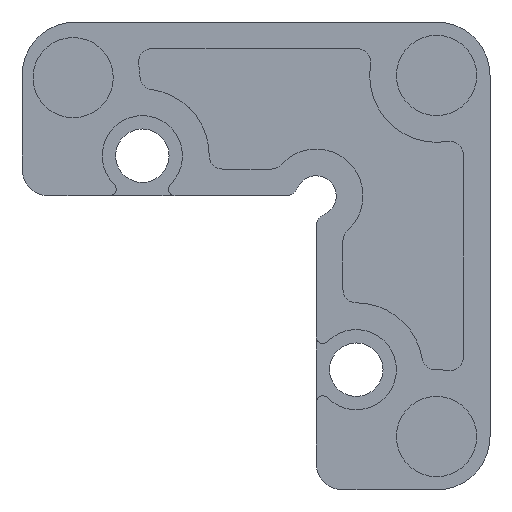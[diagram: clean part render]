
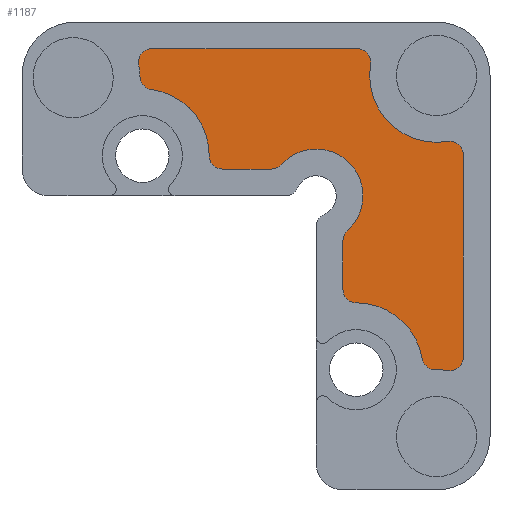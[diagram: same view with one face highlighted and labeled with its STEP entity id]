
A CAD part, front view. The second image highlights one B-rep face of the part: STEP entity #1187.
In plain terms, the highlighted planar face has unit normal (0, -1, 0).
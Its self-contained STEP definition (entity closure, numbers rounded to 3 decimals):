
#75=PLANE('',#1347);
#136=FACE_OUTER_BOUND('',#211,.T.);
#211=EDGE_LOOP('',(#1054,#1055,#1056,#1057,#1058,#1059,#1060,#1061,#1062,
#1063,#1064,#1065,#1066,#1067,#1068,#1069,#1070,#1071,#1072,#1073));
#242=LINE('',#1831,#335);
#248=LINE('',#1855,#341);
#256=LINE('',#1891,#349);
#262=LINE('',#1915,#355);
#335=VECTOR('',#1439,10.);
#341=VECTOR('',#1465,10.);
#349=VECTOR('',#1505,10.);
#355=VECTOR('',#1531,10.);
#428=CIRCLE('',#1236,1.);
#430=CIRCLE('',#1239,5.);
#432=CIRCLE('',#1242,1.);
#434=CIRCLE('',#1246,1.);
#436=CIRCLE('',#1249,5.);
#438=CIRCLE('',#1252,1.);
#440=CIRCLE('',#1256,1.);
#442=CIRCLE('',#1259,5.);
#444=CIRCLE('',#1262,1.);
#446=CIRCLE('',#1265,5.);
#448=CIRCLE('',#1268,1.);
#450=CIRCLE('',#1272,1.);
#452=CIRCLE('',#1275,3.5);
#454=CIRCLE('',#1278,1.);
#456=CIRCLE('',#1282,1.);
#458=CIRCLE('',#1285,5.);
#514=VERTEX_POINT('',#1809);
#515=VERTEX_POINT('',#1810);
#518=VERTEX_POINT('',#1818);
#520=VERTEX_POINT('',#1824);
#522=VERTEX_POINT('',#1830);
#524=VERTEX_POINT('',#1836);
#526=VERTEX_POINT('',#1842);
#528=VERTEX_POINT('',#1848);
#530=VERTEX_POINT('',#1854);
#532=VERTEX_POINT('',#1860);
#534=VERTEX_POINT('',#1866);
#536=VERTEX_POINT('',#1872);
#538=VERTEX_POINT('',#1878);
#540=VERTEX_POINT('',#1884);
#542=VERTEX_POINT('',#1890);
#544=VERTEX_POINT('',#1896);
#546=VERTEX_POINT('',#1902);
#548=VERTEX_POINT('',#1908);
#550=VERTEX_POINT('',#1914);
#552=VERTEX_POINT('',#1920);
#628=EDGE_CURVE('',#514,#515,#428,.T.);
#632=EDGE_CURVE('',#518,#514,#430,.T.);
#635=EDGE_CURVE('',#520,#518,#432,.T.);
#638=EDGE_CURVE('',#522,#520,#242,.T.);
#641=EDGE_CURVE('',#524,#522,#434,.T.);
#644=EDGE_CURVE('',#526,#524,#436,.T.);
#647=EDGE_CURVE('',#528,#526,#438,.T.);
#650=EDGE_CURVE('',#530,#528,#248,.T.);
#653=EDGE_CURVE('',#532,#530,#440,.T.);
#656=EDGE_CURVE('',#534,#532,#442,.T.);
#659=EDGE_CURVE('',#536,#534,#444,.T.);
#662=EDGE_CURVE('',#538,#536,#446,.T.);
#665=EDGE_CURVE('',#540,#538,#448,.T.);
#668=EDGE_CURVE('',#542,#540,#256,.T.);
#671=EDGE_CURVE('',#544,#542,#450,.T.);
#674=EDGE_CURVE('',#546,#544,#452,.T.);
#677=EDGE_CURVE('',#548,#546,#454,.T.);
#680=EDGE_CURVE('',#550,#548,#262,.T.);
#683=EDGE_CURVE('',#552,#550,#456,.T.);
#686=EDGE_CURVE('',#515,#552,#458,.T.);
#1054=ORIENTED_EDGE('',*,*,#628,.T.);
#1055=ORIENTED_EDGE('',*,*,#686,.T.);
#1056=ORIENTED_EDGE('',*,*,#683,.T.);
#1057=ORIENTED_EDGE('',*,*,#680,.T.);
#1058=ORIENTED_EDGE('',*,*,#677,.T.);
#1059=ORIENTED_EDGE('',*,*,#674,.T.);
#1060=ORIENTED_EDGE('',*,*,#671,.T.);
#1061=ORIENTED_EDGE('',*,*,#668,.T.);
#1062=ORIENTED_EDGE('',*,*,#665,.T.);
#1063=ORIENTED_EDGE('',*,*,#662,.T.);
#1064=ORIENTED_EDGE('',*,*,#659,.T.);
#1065=ORIENTED_EDGE('',*,*,#656,.T.);
#1066=ORIENTED_EDGE('',*,*,#653,.T.);
#1067=ORIENTED_EDGE('',*,*,#650,.T.);
#1068=ORIENTED_EDGE('',*,*,#647,.T.);
#1069=ORIENTED_EDGE('',*,*,#644,.T.);
#1070=ORIENTED_EDGE('',*,*,#641,.T.);
#1071=ORIENTED_EDGE('',*,*,#638,.T.);
#1072=ORIENTED_EDGE('',*,*,#635,.T.);
#1073=ORIENTED_EDGE('',*,*,#632,.T.);
#1187=ADVANCED_FACE('',(#136),#75,.T.);
#1236=AXIS2_PLACEMENT_3D('',#1811,#1417,#1418);
#1239=AXIS2_PLACEMENT_3D('',#1819,#1425,#1426);
#1242=AXIS2_PLACEMENT_3D('',#1825,#1432,#1433);
#1246=AXIS2_PLACEMENT_3D('',#1837,#1444,#1445);
#1249=AXIS2_PLACEMENT_3D('',#1843,#1451,#1452);
#1252=AXIS2_PLACEMENT_3D('',#1849,#1458,#1459);
#1256=AXIS2_PLACEMENT_3D('',#1861,#1470,#1471);
#1259=AXIS2_PLACEMENT_3D('',#1867,#1477,#1478);
#1262=AXIS2_PLACEMENT_3D('',#1873,#1484,#1485);
#1265=AXIS2_PLACEMENT_3D('',#1879,#1491,#1492);
#1268=AXIS2_PLACEMENT_3D('',#1885,#1498,#1499);
#1272=AXIS2_PLACEMENT_3D('',#1897,#1510,#1511);
#1275=AXIS2_PLACEMENT_3D('',#1903,#1517,#1518);
#1278=AXIS2_PLACEMENT_3D('',#1909,#1524,#1525);
#1282=AXIS2_PLACEMENT_3D('',#1921,#1536,#1537);
#1285=AXIS2_PLACEMENT_3D('',#1926,#1543,#1544);
#1347=AXIS2_PLACEMENT_3D('',#2083,#1715,#1716);
#1417=DIRECTION('center_axis',(0.,-1.,0.));
#1418=DIRECTION('ref_axis',(-1.,0.,-0.018));
#1425=DIRECTION('center_axis',(0.,1.,0.));
#1426=DIRECTION('ref_axis',(1.,0.,0.018));
#1432=DIRECTION('center_axis',(0.,-1.,0.));
#1433=DIRECTION('ref_axis',(0.,0.,1.));
#1439=DIRECTION('',(-1.,0.,0.));
#1444=DIRECTION('center_axis',(0.,-1.,0.));
#1445=DIRECTION('ref_axis',(0.986,0.,-0.167));
#1451=DIRECTION('center_axis',(0.,1.,0.));
#1452=DIRECTION('ref_axis',(-0.986,0.,0.167));
#1458=DIRECTION('center_axis',(0.,-1.,0.));
#1459=DIRECTION('ref_axis',(1.,0.,0.));
#1465=DIRECTION('',(0.,0.,1.));
#1470=DIRECTION('center_axis',(0.,-1.,0.));
#1471=DIRECTION('ref_axis',(-0.167,0.,-0.986));
#1477=DIRECTION('center_axis',(0.,1.,0.));
#1478=DIRECTION('ref_axis',(0.167,0.,0.986));
#1484=DIRECTION('center_axis',(0.,-1.,0.));
#1485=DIRECTION('ref_axis',(-0.986,0.,-0.167));
#1491=DIRECTION('center_axis',(0.,1.,0.));
#1492=DIRECTION('ref_axis',(0.986,0.,0.167));
#1498=DIRECTION('center_axis',(0.,-1.,0.));
#1499=DIRECTION('ref_axis',(-1.,0.,0.));
#1505=DIRECTION('',(0.,0.,-1.));
#1510=DIRECTION('center_axis',(0.,-1.,0.));
#1511=DIRECTION('ref_axis',(-0.667,0.,0.745));
#1517=DIRECTION('center_axis',(0.,1.,0.));
#1518=DIRECTION('ref_axis',(0.667,0.,-0.745));
#1524=DIRECTION('center_axis',(0.,-1.,0.));
#1525=DIRECTION('ref_axis',(0.,0.,-1.));
#1531=DIRECTION('',(1.,0.,0.));
#1536=DIRECTION('center_axis',(0.,-1.,0.));
#1537=DIRECTION('ref_axis',(-1.,0.,0.));
#1543=DIRECTION('center_axis',(0.,1.,0.));
#1544=DIRECTION('ref_axis',(1.,0.,0.));
#1715=DIRECTION('center_axis',(0.,-1.,0.));
#1716=DIRECTION('ref_axis',(1.,0.,0.));
#1809=CARTESIAN_POINT('',(418.825,-121.92,371.412));
#1810=CARTESIAN_POINT('',(419.687,-121.92,370.439));
#1811=CARTESIAN_POINT('Origin',(419.824,-121.92,371.43));
#1818=CARTESIAN_POINT('',(418.73,-121.92,372.293));
#1819=CARTESIAN_POINT('Origin',(413.825,-121.92,371.322));
#1824=CARTESIAN_POINT('',(419.711,-121.92,373.487));
#1825=CARTESIAN_POINT('Origin',(419.711,-121.92,372.487));
#1830=CARTESIAN_POINT('',(435.084,-121.92,373.487));
#1831=CARTESIAN_POINT('',(432.97,-121.92,373.487));
#1836=CARTESIAN_POINT('',(436.07,-121.92,372.32));
#1837=CARTESIAN_POINT('Origin',(435.084,-121.92,372.487));
#1842=CARTESIAN_POINT('',(441.833,-121.92,366.557));
#1843=CARTESIAN_POINT('Origin',(441.,-121.92,371.487));
#1848=CARTESIAN_POINT('',(443.,-121.92,365.571));
#1849=CARTESIAN_POINT('Origin',(442.,-121.92,365.571));
#1854=CARTESIAN_POINT('',(443.,-121.92,350.403));
#1855=CARTESIAN_POINT('',(443.,-121.92,355.924));
#1860=CARTESIAN_POINT('',(441.833,-121.92,349.417));
#1861=CARTESIAN_POINT('Origin',(442.,-121.92,350.403));
#1866=CARTESIAN_POINT('',(440.93,-121.92,349.486));
#1867=CARTESIAN_POINT('Origin',(441.,-121.92,344.487));
#1872=CARTESIAN_POINT('',(439.93,-121.92,350.32));
#1873=CARTESIAN_POINT('Origin',(440.916,-121.92,350.486));
#1878=CARTESIAN_POINT('',(435.,-121.92,354.487));
#1879=CARTESIAN_POINT('Origin',(435.,-121.92,349.487));
#1884=CARTESIAN_POINT('',(434.,-121.92,355.487));
#1885=CARTESIAN_POINT('Origin',(435.,-121.92,355.487));
#1890=CARTESIAN_POINT('',(434.,-121.92,359.133));
#1891=CARTESIAN_POINT('',(434.,-121.92,360.289));
#1896=CARTESIAN_POINT('',(434.333,-121.92,359.878));
#1897=CARTESIAN_POINT('Origin',(435.,-121.92,359.133));
#1902=CARTESIAN_POINT('',(429.391,-121.92,364.82));
#1903=CARTESIAN_POINT('Origin',(432.,-121.92,362.487));
#1908=CARTESIAN_POINT('',(428.646,-121.92,364.487));
#1909=CARTESIAN_POINT('Origin',(428.646,-121.92,365.487));
#1914=CARTESIAN_POINT('',(425.,-121.92,364.487));
#1915=CARTESIAN_POINT('',(427.928,-121.92,364.487));
#1920=CARTESIAN_POINT('',(424.,-121.92,365.487));
#1921=CARTESIAN_POINT('Origin',(425.,-121.92,365.487));
#1926=CARTESIAN_POINT('Origin',(419.,-121.92,365.487));
#2083=CARTESIAN_POINT('Origin',(430.856,-121.92,361.445));
